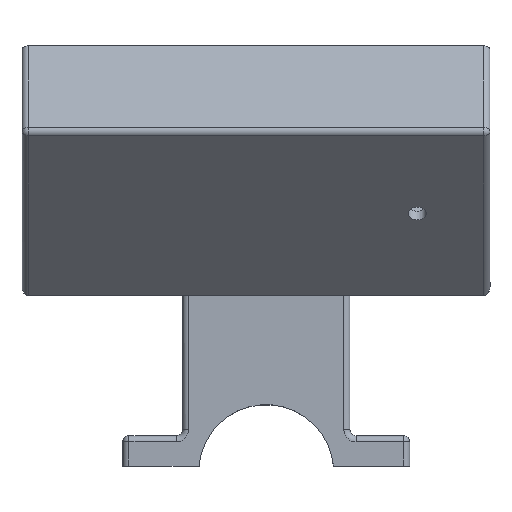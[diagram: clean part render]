
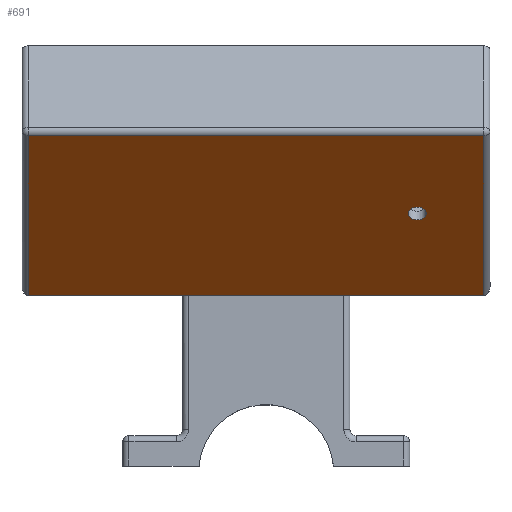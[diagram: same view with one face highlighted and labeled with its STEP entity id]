
A CAD part, top view. The second image highlights one B-rep face of the part: STEP entity #691.
In plain terms, the highlighted face is planar.
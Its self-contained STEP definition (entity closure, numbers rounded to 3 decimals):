
#62 = CARTESIAN_POINT ( 'NONE',  ( 19.05, 0., -38.54 ) ) ;
#64 = LINE ( 'NONE', #870, #2214 ) ;
#87 = DIRECTION ( 'NONE',  ( 0., 0., -1. ) ) ;
#176 = EDGE_CURVE ( 'NONE', #1819, #2107, #343, .T. ) ;
#279 = ORIENTED_EDGE ( 'NONE', *, *, #176, .F. ) ;
#311 = VECTOR ( 'NONE', #2815, 1000. ) ;
#343 = LINE ( 'NONE', #62, #3383 ) ;
#460 = DIRECTION ( 'NONE',  ( -1., 0., 0. ) ) ;
#587 = AXIS2_PLACEMENT_3D ( 'NONE', #907, #2507, #87 ) ;
#668 = DIRECTION ( 'NONE',  ( 0., 0., -1. ) ) ;
#691 = ADVANCED_FACE ( 'NONE', ( #2043, #2884 ), #1502, .F. ) ;
#870 = CARTESIAN_POINT ( 'NONE',  ( 0., 0., -37.54 ) ) ;
#907 = CARTESIAN_POINT ( 'NONE',  ( 0., 0., 26.54 ) ) ;
#1026 = VECTOR ( 'NONE', #460, 1000. ) ;
#1239 = ORIENTED_EDGE ( 'NONE', *, *, #2545, .T. ) ;
#1280 = EDGE_CURVE ( 'NONE', #2493, #2920, #1817, .T. ) ;
#1306 = LINE ( 'NONE', #1821, #1026 ) ;
#1397 = VERTEX_POINT ( 'NONE', #3029 ) ;
#1502 = PLANE ( 'NONE',  #2052 ) ;
#1817 = LINE ( 'NONE', #3425, #311 ) ;
#1819 = VERTEX_POINT ( 'NONE', #2114 ) ;
#1821 = CARTESIAN_POINT ( 'NONE',  ( 0., 0., 37.54 ) ) ;
#1832 = CARTESIAN_POINT ( 'NONE',  ( -18.05, 0., -37.54 ) ) ;
#1872 = EDGE_LOOP ( 'NONE', ( #1932 ) ) ;
#1883 = ORIENTED_EDGE ( 'NONE', *, *, #1927, .T. ) ;
#1927 = EDGE_CURVE ( 'NONE', #2920, #2107, #64, .T. ) ;
#1932 = ORIENTED_EDGE ( 'NONE', *, *, #2737, .F. ) ;
#1949 = CIRCLE ( 'NONE', #587, 1.5 ) ;
#1956 = DIRECTION ( 'NONE',  ( 1., 0., 0. ) ) ;
#1974 = EDGE_LOOP ( 'NONE', ( #279, #1239, #3426, #1883 ) ) ;
#2043 = FACE_BOUND ( 'NONE', #1872, .T. ) ;
#2052 = AXIS2_PLACEMENT_3D ( 'NONE', #2577, #2387, #3181 ) ;
#2107 = VERTEX_POINT ( 'NONE', #2893 ) ;
#2114 = CARTESIAN_POINT ( 'NONE',  ( 19.05, 0., 37.54 ) ) ;
#2127 = CARTESIAN_POINT ( 'NONE',  ( -18.05, 0., 37.54 ) ) ;
#2214 = VECTOR ( 'NONE', #1956, 1000. ) ;
#2387 = DIRECTION ( 'NONE',  ( 0., 1., 0. ) ) ;
#2493 = VERTEX_POINT ( 'NONE', #2127 ) ;
#2507 = DIRECTION ( 'NONE',  ( 0., -1., 0. ) ) ;
#2545 = EDGE_CURVE ( 'NONE', #1819, #2493, #1306, .T. ) ;
#2577 = CARTESIAN_POINT ( 'NONE',  ( 0., 0., 0. ) ) ;
#2737 = EDGE_CURVE ( 'NONE', #1397, #1397, #1949, .T. ) ;
#2815 = DIRECTION ( 'NONE',  ( 0., 0., -1. ) ) ;
#2884 = FACE_OUTER_BOUND ( 'NONE', #1974, .T. ) ;
#2893 = CARTESIAN_POINT ( 'NONE',  ( 19.05, 0., -37.54 ) ) ;
#2920 = VERTEX_POINT ( 'NONE', #1832 ) ;
#3029 = CARTESIAN_POINT ( 'NONE',  ( 0., 0., 25.04 ) ) ;
#3181 = DIRECTION ( 'NONE',  ( 0., 0., 1. ) ) ;
#3383 = VECTOR ( 'NONE', #668, 1000. ) ;
#3425 = CARTESIAN_POINT ( 'NONE',  ( -18.05, 0., 0. ) ) ;
#3426 = ORIENTED_EDGE ( 'NONE', *, *, #1280, .T. ) ;
